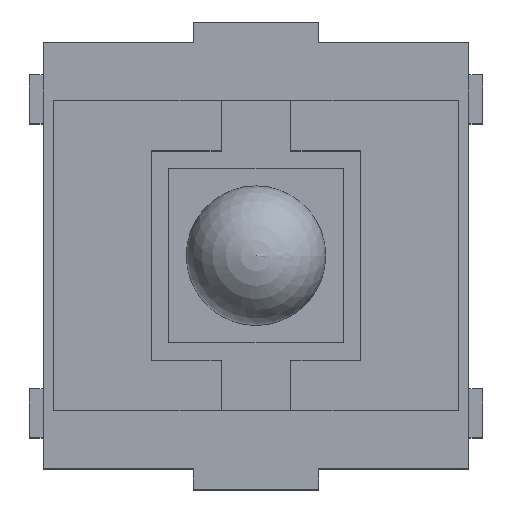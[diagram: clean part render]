
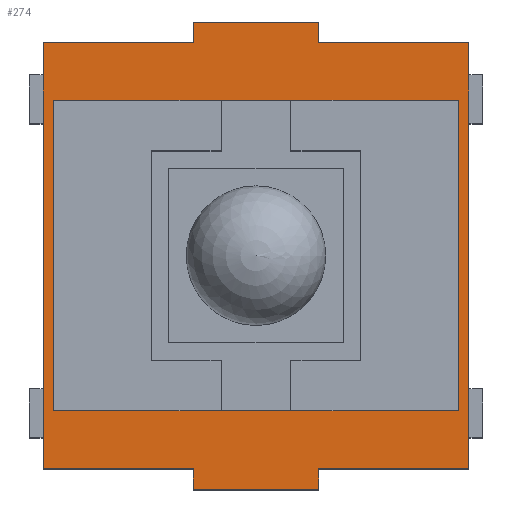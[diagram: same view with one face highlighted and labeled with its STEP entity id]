
A CAD part, top view. The second image highlights one B-rep face of the part: STEP entity #274.
In plain terms, the highlighted planar face has unit normal (0, 0, 1).
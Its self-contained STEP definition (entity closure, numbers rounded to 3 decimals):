
#274 = ADVANCED_FACE( '', ( #553, #554 ), #555, .T. );
#553 = FACE_BOUND( '', #831, .T. );
#554 = FACE_OUTER_BOUND( '', #832, .T. );
#555 = PLANE( '', #833 );
#831 = EDGE_LOOP( '', ( #1580, #1581, #1582, #1583, #1584, #1585, #1586, #1587 ) );
#832 = EDGE_LOOP( '', ( #1588, #1589, #1590, #1591, #1592, #1593, #1594, #1595, #1596, #1597, #1598, #1599 ) );
#833 = AXIS2_PLACEMENT_3D( '', #1600, #1601, #1602 );
#1580 = ORIENTED_EDGE( '', *, *, #1895, .F. );
#1581 = ORIENTED_EDGE( '', *, *, #1758, .T. );
#1582 = ORIENTED_EDGE( '', *, *, #1881, .T. );
#1583 = ORIENTED_EDGE( '', *, *, #1936, .T. );
#1584 = ORIENTED_EDGE( '', *, *, #1960, .F. );
#1585 = ORIENTED_EDGE( '', *, *, #1868, .T. );
#1586 = ORIENTED_EDGE( '', *, *, #1977, .T. );
#1587 = ORIENTED_EDGE( '', *, *, #1796, .T. );
#1588 = ORIENTED_EDGE( '', *, *, #1909, .T. );
#1589 = ORIENTED_EDGE( '', *, *, #1770, .T. );
#1590 = ORIENTED_EDGE( '', *, *, #1862, .F. );
#1591 = ORIENTED_EDGE( '', *, *, #1670, .F. );
#1592 = ORIENTED_EDGE( '', *, *, #1901, .F. );
#1593 = ORIENTED_EDGE( '', *, *, #1773, .T. );
#1594 = ORIENTED_EDGE( '', *, *, #1956, .T. );
#1595 = ORIENTED_EDGE( '', *, *, #1856, .T. );
#1596 = ORIENTED_EDGE( '', *, *, #1926, .F. );
#1597 = ORIENTED_EDGE( '', *, *, #1952, .F. );
#1598 = ORIENTED_EDGE( '', *, *, #1807, .F. );
#1599 = ORIENTED_EDGE( '', *, *, #1859, .T. );
#1600 = CARTESIAN_POINT( '', ( 0., 0., 4.8 ) );
#1601 = DIRECTION( '', ( 0., 0., 1. ) );
#1602 = DIRECTION( '', ( 1., 0., 0. ) );
#1670 = EDGE_CURVE( '', #1990, #1992, #1993, .T. );
#1758 = EDGE_CURVE( '', #2140, #2141, #2142, .T. );
#1770 = EDGE_CURVE( '', #2162, #2159, #2163, .T. );
#1773 = EDGE_CURVE( '', #2167, #2165, #2168, .T. );
#1796 = EDGE_CURVE( '', #2205, #2187, #2206, .T. );
#1807 = EDGE_CURVE( '', #2221, #2223, #2224, .T. );
#1856 = EDGE_CURVE( '', #2297, #2295, #2298, .T. );
#1859 = EDGE_CURVE( '', #2221, #2300, #2302, .T. );
#1862 = EDGE_CURVE( '', #1992, #2159, #2305, .T. );
#1868 = EDGE_CURVE( '', #2281, #2313, #2314, .T. );
#1881 = EDGE_CURVE( '', #2141, #2332, #2334, .T. );
#1895 = EDGE_CURVE( '', #2140, #2187, #2354, .T. );
#1901 = EDGE_CURVE( '', #2167, #1990, #2359, .T. );
#1909 = EDGE_CURVE( '', #2300, #2162, #2368, .T. );
#1926 = EDGE_CURVE( '', #2388, #2295, #2390, .T. );
#1936 = EDGE_CURVE( '', #2332, #2242, #2401, .T. );
#1952 = EDGE_CURVE( '', #2223, #2388, #2420, .T. );
#1956 = EDGE_CURVE( '', #2165, #2297, #2424, .T. );
#1960 = EDGE_CURVE( '', #2281, #2242, #2428, .T. );
#1977 = EDGE_CURVE( '', #2313, #2205, #2445, .T. );
#1990 = VERTEX_POINT( '', #2459 );
#1992 = VERTEX_POINT( '', #2462 );
#1993 = LINE( '', #2463, #2464 );
#2140 = VERTEX_POINT( '', #2680 );
#2141 = VERTEX_POINT( '', #2681 );
#2142 = LINE( '', #2682, #2683 );
#2159 = VERTEX_POINT( '', #2708 );
#2162 = VERTEX_POINT( '', #2712 );
#2163 = LINE( '', #2713, #2714 );
#2165 = VERTEX_POINT( '', #2717 );
#2167 = VERTEX_POINT( '', #2720 );
#2168 = LINE( '', #2721, #2722 );
#2187 = VERTEX_POINT( '', #2749 );
#2205 = VERTEX_POINT( '', #2776 );
#2206 = LINE( '', #2777, #2778 );
#2221 = VERTEX_POINT( '', #2800 );
#2223 = VERTEX_POINT( '', #2803 );
#2224 = LINE( '', #2804, #2805 );
#2242 = VERTEX_POINT( '', #2831 );
#2281 = VERTEX_POINT( '', #2889 );
#2295 = VERTEX_POINT( '', #2911 );
#2297 = VERTEX_POINT( '', #2914 );
#2298 = LINE( '', #2915, #2916 );
#2300 = VERTEX_POINT( '', #2919 );
#2302 = LINE( '', #2922, #2923 );
#2305 = LINE( '', #2927, #2928 );
#2313 = VERTEX_POINT( '', #2939 );
#2314 = LINE( '', #2940, #2941 );
#2332 = VERTEX_POINT( '', #2968 );
#2334 = LINE( '', #2971, #2972 );
#2354 = LINE( '', #3001, #3002 );
#2359 = LINE( '', #3009, #3010 );
#2368 = LINE( '', #3023, #3024 );
#2388 = VERTEX_POINT( '', #3054 );
#2390 = LINE( '', #3057, #3058 );
#2401 = LINE( '', #3074, #3075 );
#2420 = LINE( '', #3102, #3103 );
#2424 = LINE( '', #3108, #3109 );
#2428 = LINE( '', #3114, #3115 );
#2445 = LINE( '', #3138, #3139 );
#2459 = CARTESIAN_POINT( '', ( -0.9, 3.35, 4.8 ) );
#2462 = CARTESIAN_POINT( '', ( 0.9, 3.35, 4.8 ) );
#2463 = CARTESIAN_POINT( '', ( -0.9, 3.35, 4.8 ) );
#2464 = VECTOR( '', #3152, 1000. );
#2680 = CARTESIAN_POINT( '', ( 0.5, 2.225, 4.8 ) );
#2681 = CARTESIAN_POINT( '', ( 2.225, 2.225, 4.8 ) );
#2682 = CARTESIAN_POINT( '', ( 2.225, 2.225, 4.8 ) );
#2683 = VECTOR( '', #3228, 1000. );
#2708 = CARTESIAN_POINT( '', ( 0.9, 3.05, 4.8 ) );
#2712 = CARTESIAN_POINT( '', ( 3.05, 3.05, 4.8 ) );
#2713 = CARTESIAN_POINT( '', ( 3.05, 3.05, 4.8 ) );
#2714 = VECTOR( '', #3238, 1000. );
#2717 = CARTESIAN_POINT( '', ( -3.05, 3.05, 4.8 ) );
#2720 = CARTESIAN_POINT( '', ( -0.9, 3.05, 4.8 ) );
#2721 = CARTESIAN_POINT( '', ( 3.05, 3.05, 4.8 ) );
#2722 = VECTOR( '', #3241, 1000. );
#2749 = CARTESIAN_POINT( '', ( -0.5, 2.225, 4.8 ) );
#2776 = CARTESIAN_POINT( '', ( -2.225, 2.225, 4.8 ) );
#2777 = CARTESIAN_POINT( '', ( -0.5, 2.225, 4.8 ) );
#2778 = VECTOR( '', #3259, 1000. );
#2800 = CARTESIAN_POINT( '', ( 0.9, -3.05, 4.8 ) );
#2803 = CARTESIAN_POINT( '', ( 0.9, -3.35, 4.8 ) );
#2804 = CARTESIAN_POINT( '', ( 0.9, -3.05, 4.8 ) );
#2805 = VECTOR( '', #3268, 1000. );
#2831 = CARTESIAN_POINT( '', ( 0.5, -2.225, 4.8 ) );
#2889 = CARTESIAN_POINT( '', ( -0.5, -2.225, 4.8 ) );
#2911 = CARTESIAN_POINT( '', ( -0.9, -3.05, 4.8 ) );
#2914 = CARTESIAN_POINT( '', ( -3.05, -3.05, 4.8 ) );
#2915 = CARTESIAN_POINT( '', ( -3.05, -3.05, 4.8 ) );
#2916 = VECTOR( '', #3305, 1000. );
#2919 = CARTESIAN_POINT( '', ( 3.05, -3.05, 4.8 ) );
#2922 = CARTESIAN_POINT( '', ( -3.05, -3.05, 4.8 ) );
#2923 = VECTOR( '', #3308, 1000. );
#2927 = CARTESIAN_POINT( '', ( 0.9, 3.35, 4.8 ) );
#2928 = VECTOR( '', #3310, 1000. );
#2939 = CARTESIAN_POINT( '', ( -2.225, -2.225, 4.8 ) );
#2940 = CARTESIAN_POINT( '', ( -2.225, -2.225, 4.8 ) );
#2941 = VECTOR( '', #3314, 1000. );
#2968 = CARTESIAN_POINT( '', ( 2.225, -2.225, 4.8 ) );
#2971 = CARTESIAN_POINT( '', ( 2.225, -2.225, 4.8 ) );
#2972 = VECTOR( '', #3325, 1000. );
#3001 = CARTESIAN_POINT( '', ( 0.5, 2.225, 4.8 ) );
#3002 = VECTOR( '', #3335, 1000. );
#3009 = CARTESIAN_POINT( '', ( -0.9, 3.05, 4.8 ) );
#3010 = VECTOR( '', #3338, 1000. );
#3023 = CARTESIAN_POINT( '', ( 3.05, -3.05, 4.8 ) );
#3024 = VECTOR( '', #3343, 1000. );
#3054 = CARTESIAN_POINT( '', ( -0.9, -3.35, 4.8 ) );
#3057 = CARTESIAN_POINT( '', ( -0.9, -3.35, 4.8 ) );
#3058 = VECTOR( '', #3355, 1000. );
#3074 = CARTESIAN_POINT( '', ( 0.5, -2.225, 4.8 ) );
#3075 = VECTOR( '', #3361, 1000. );
#3102 = CARTESIAN_POINT( '', ( -0.2, -3.35, 4.8 ) );
#3103 = VECTOR( '', #3370, 1000. );
#3108 = CARTESIAN_POINT( '', ( -3.05, 3.05, 4.8 ) );
#3109 = VECTOR( '', #3372, 1000. );
#3114 = CARTESIAN_POINT( '', ( -0.5, -2.225, 4.8 ) );
#3115 = VECTOR( '', #3374, 1000. );
#3138 = CARTESIAN_POINT( '', ( -2.225, 2.225, 4.8 ) );
#3139 = VECTOR( '', #3381, 1000. );
#3152 = DIRECTION( '', ( 1., 0., 0. ) );
#3228 = DIRECTION( '', ( 1., 0., 0. ) );
#3238 = DIRECTION( '', ( -1., 0., 0. ) );
#3241 = DIRECTION( '', ( -1., 0., 0. ) );
#3259 = DIRECTION( '', ( 1., 0., 0. ) );
#3268 = DIRECTION( '', ( 0., -1., 0. ) );
#3305 = DIRECTION( '', ( 1., 0., 0. ) );
#3308 = DIRECTION( '', ( 1., 0., 0. ) );
#3310 = DIRECTION( '', ( 0., -1., 0. ) );
#3314 = DIRECTION( '', ( -1., 0., 0. ) );
#3325 = DIRECTION( '', ( 0., -1., 0. ) );
#3335 = DIRECTION( '', ( -1., 0., 0. ) );
#3338 = DIRECTION( '', ( 0., 1., 0. ) );
#3343 = DIRECTION( '', ( 0., 1., 0. ) );
#3355 = DIRECTION( '', ( 0., 1., 0. ) );
#3361 = DIRECTION( '', ( -1., 0., 0. ) );
#3370 = DIRECTION( '', ( -1., 0., 0. ) );
#3372 = DIRECTION( '', ( 0., -1., 0. ) );
#3374 = DIRECTION( '', ( 1., 0., 0. ) );
#3381 = DIRECTION( '', ( 0., 1., 0. ) );
